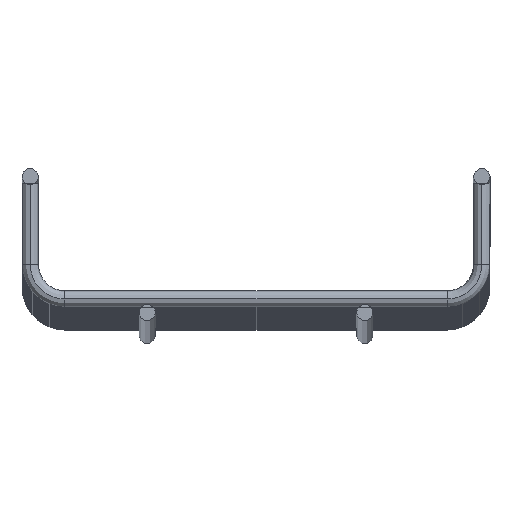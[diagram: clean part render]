
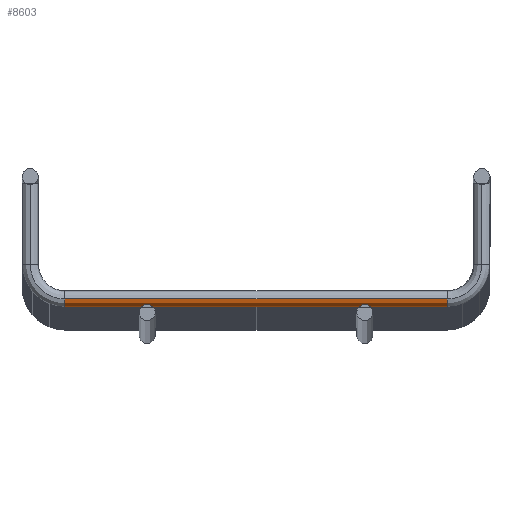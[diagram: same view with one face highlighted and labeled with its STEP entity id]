
A CAD part, top view. The second image highlights one B-rep face of the part: STEP entity #8603.
In plain terms, the highlighted cylindrical face has radius 1.9 mm (diameter 3.8 mm), a partial arc.
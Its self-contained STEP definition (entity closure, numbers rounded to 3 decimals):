
#957 = EDGE_LOOP ( 'NONE', ( #13919, #3906, #13997, #4732 ) ) ;
#1074 = EDGE_CURVE ( 'NONE', #7308, #3058, #11365, .T. ) ;
#1476 = CIRCLE ( 'NONE', #11568, 1.9 ) ;
#2617 = FACE_OUTER_BOUND ( 'NONE', #957, .T. ) ;
#2919 = VERTEX_POINT ( 'NONE', #13318 ) ;
#3058 = VERTEX_POINT ( 'NONE', #11999 ) ;
#3906 = ORIENTED_EDGE ( 'NONE', *, *, #17477, .T. ) ;
#4010 = DIRECTION ( 'NONE',  ( 1., 0., 0. ) ) ;
#4268 = LINE ( 'NONE', #5623, #7566 ) ;
#4732 = ORIENTED_EDGE ( 'NONE', *, *, #14969, .T. ) ;
#4892 = DIRECTION ( 'NONE',  ( 0., 0., -1. ) ) ;
#5413 = LINE ( 'NONE', #10905, #12187 ) ;
#5623 = CARTESIAN_POINT ( 'NONE',  ( -53.8, 0., -1.9 ) ) ;
#6852 = DIRECTION ( 'NONE',  ( -1., 0., 0. ) ) ;
#7308 = VERTEX_POINT ( 'NONE', #16208 ) ;
#7566 = VECTOR ( 'NONE', #11119, 1000. ) ;
#7884 = EDGE_CURVE ( 'NONE', #10527, #2919, #1476, .T. ) ;
#8130 = CYLINDRICAL_SURFACE ( 'NONE', #15255, 1.9 ) ;
#8603 = ADVANCED_FACE ( 'NONE', ( #2617 ), #8130, .T. ) ;
#9646 = DIRECTION ( 'NONE',  ( 1., 0., 0. ) ) ;
#10527 = VERTEX_POINT ( 'NONE', #16826 ) ;
#10788 = AXIS2_PLACEMENT_3D ( 'NONE', #17220, #11947, #4892 ) ;
#10905 = CARTESIAN_POINT ( 'NONE',  ( -44., 1.9, 0. ) ) ;
#11002 = CARTESIAN_POINT ( 'NONE',  ( 50., 1.9, -1.9 ) ) ;
#11119 = DIRECTION ( 'NONE',  ( 1., 0., 0. ) ) ;
#11365 = CIRCLE ( 'NONE', #10788, 1.9 ) ;
#11568 = AXIS2_PLACEMENT_3D ( 'NONE', #15191, #4010, #15017 ) ;
#11947 = DIRECTION ( 'NONE',  ( 1., 0., 0. ) ) ;
#11999 = CARTESIAN_POINT ( 'NONE',  ( -44., 0., -1.9 ) ) ;
#12187 = VECTOR ( 'NONE', #6852, 1000. ) ;
#13318 = CARTESIAN_POINT ( 'NONE',  ( 44., 0., -1.9 ) ) ;
#13919 = ORIENTED_EDGE ( 'NONE', *, *, #1074, .T. ) ;
#13997 = ORIENTED_EDGE ( 'NONE', *, *, #7884, .F. ) ;
#14886 = DIRECTION ( 'NONE',  ( 0., 1., 0. ) ) ;
#14969 = EDGE_CURVE ( 'NONE', #10527, #7308, #5413, .T. ) ;
#15017 = DIRECTION ( 'NONE',  ( 0., 1., 0. ) ) ;
#15191 = CARTESIAN_POINT ( 'NONE',  ( 44., 1.9, -1.9 ) ) ;
#15255 = AXIS2_PLACEMENT_3D ( 'NONE', #11002, #9646, #14886 ) ;
#16208 = CARTESIAN_POINT ( 'NONE',  ( -44., 1.9, 0. ) ) ;
#16826 = CARTESIAN_POINT ( 'NONE',  ( 44., 1.9, 0. ) ) ;
#17220 = CARTESIAN_POINT ( 'NONE',  ( -44., 1.9, -1.9 ) ) ;
#17477 = EDGE_CURVE ( 'NONE', #3058, #2919, #4268, .T. ) ;
